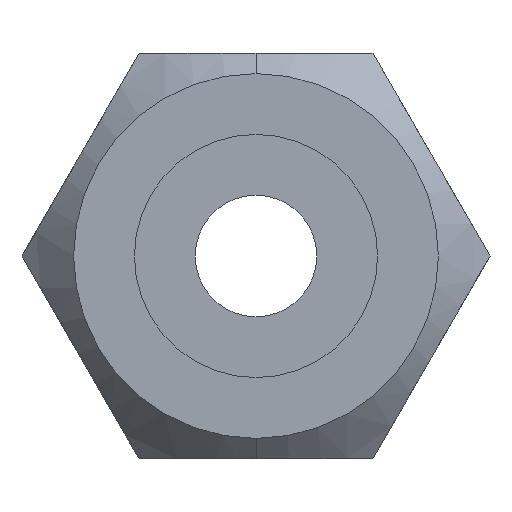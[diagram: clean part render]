
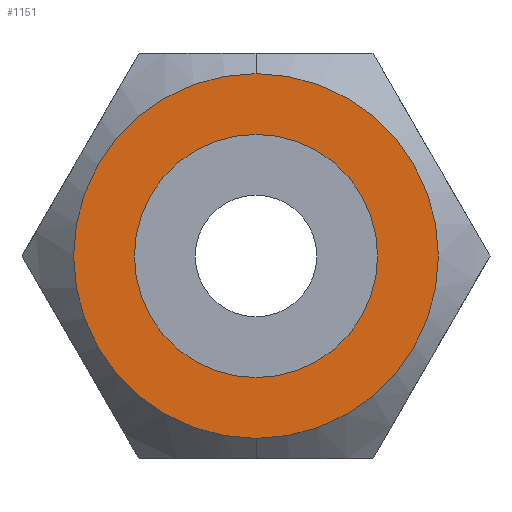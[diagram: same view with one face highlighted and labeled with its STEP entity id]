
A CAD part, front view. The second image highlights one B-rep face of the part: STEP entity #1151.
In plain terms, the highlighted planar face has unit normal (0, -1, 0).
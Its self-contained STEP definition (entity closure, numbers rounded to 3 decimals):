
#26 = CARTESIAN_POINT ( 'NONE',  ( 0., 4., 3. ) ) ;
#67 = DIRECTION ( 'NONE',  ( 0., 0., -1. ) ) ;
#100 = DIRECTION ( 'NONE',  ( 0., 0., -1. ) ) ;
#118 = AXIS2_PLACEMENT_3D ( 'NONE', #1117, #406, #238 ) ;
#122 = EDGE_CURVE ( 'NONE', #1097, #417, #337, .T. ) ;
#146 = CARTESIAN_POINT ( 'NONE',  ( 0., 4., -3. ) ) ;
#183 = CARTESIAN_POINT ( 'NONE',  ( 0., 4., 0. ) ) ;
#188 = DIRECTION ( 'NONE',  ( 0., -1., 0. ) ) ;
#205 = ORIENTED_EDGE ( 'NONE', *, *, #987, .F. ) ;
#235 = ORIENTED_EDGE ( 'NONE', *, *, #884, .T. ) ;
#238 = DIRECTION ( 'NONE',  ( 0., 0., -1. ) ) ;
#246 = EDGE_LOOP ( 'NONE', ( #862, #205 ) ) ;
#287 = VERTEX_POINT ( 'NONE', #146 ) ;
#298 = ORIENTED_EDGE ( 'NONE', *, *, #122, .T. ) ;
#334 = CARTESIAN_POINT ( 'NONE',  ( 0., 4., -4.5 ) ) ;
#337 = CIRCLE ( 'NONE', #815, 4.5 ) ;
#344 = CARTESIAN_POINT ( 'NONE',  ( 0., 4., 4.5 ) ) ;
#361 = DIRECTION ( 'NONE',  ( 0., -1., 0. ) ) ;
#397 = FACE_BOUND ( 'NONE', #246, .T. ) ;
#406 = DIRECTION ( 'NONE',  ( 0., -1., 0. ) ) ;
#417 = VERTEX_POINT ( 'NONE', #334 ) ;
#441 = PLANE ( 'NONE',  #897 ) ;
#502 = CARTESIAN_POINT ( 'NONE',  ( 0., 4., 0. ) ) ;
#511 = EDGE_CURVE ( 'NONE', #287, #733, #564, .T. ) ;
#524 = AXIS2_PLACEMENT_3D ( 'NONE', #502, #1142, #1134 ) ;
#564 = CIRCLE ( 'NONE', #595, 3. ) ;
#595 = AXIS2_PLACEMENT_3D ( 'NONE', #942, #1039, #67 ) ;
#624 = CARTESIAN_POINT ( 'NONE',  ( 3., 4., 0. ) ) ;
#638 = FACE_OUTER_BOUND ( 'NONE', #657, .T. ) ;
#657 = EDGE_LOOP ( 'NONE', ( #235, #298 ) ) ;
#733 = VERTEX_POINT ( 'NONE', #26 ) ;
#755 = CIRCLE ( 'NONE', #118, 4.5 ) ;
#815 = AXIS2_PLACEMENT_3D ( 'NONE', #183, #361, #100 ) ;
#862 = ORIENTED_EDGE ( 'NONE', *, *, #511, .F. ) ;
#884 = EDGE_CURVE ( 'NONE', #417, #1097, #755, .T. ) ;
#885 = CIRCLE ( 'NONE', #524, 3. ) ;
#889 = DIRECTION ( 'NONE',  ( 0., 0., -1. ) ) ;
#897 = AXIS2_PLACEMENT_3D ( 'NONE', #624, #188, #889 ) ;
#942 = CARTESIAN_POINT ( 'NONE',  ( 0., 4., 0. ) ) ;
#987 = EDGE_CURVE ( 'NONE', #733, #287, #885, .T. ) ;
#1039 = DIRECTION ( 'NONE',  ( 0., -1., 0. ) ) ;
#1097 = VERTEX_POINT ( 'NONE', #344 ) ;
#1117 = CARTESIAN_POINT ( 'NONE',  ( 0., 4., 0. ) ) ;
#1134 = DIRECTION ( 'NONE',  ( 0., 0., -1. ) ) ;
#1142 = DIRECTION ( 'NONE',  ( 0., -1., 0. ) ) ;
#1151 = ADVANCED_FACE ( 'NONE', ( #638, #397 ), #441, .T. ) ;
